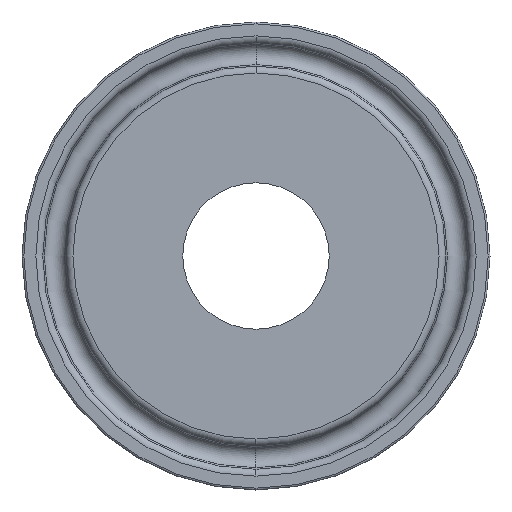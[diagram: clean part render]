
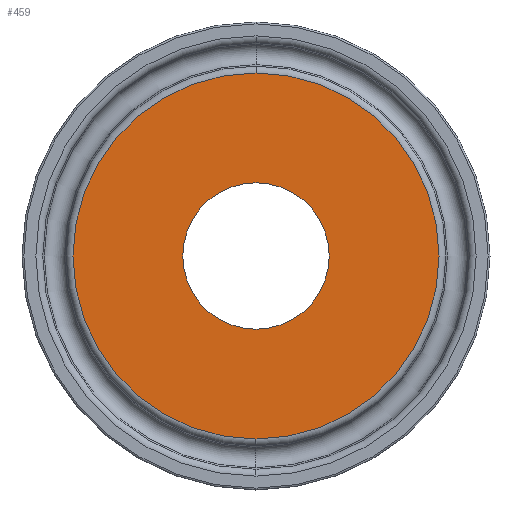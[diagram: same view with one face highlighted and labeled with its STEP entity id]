
A CAD part, left-side view. The second image highlights one B-rep face of the part: STEP entity #459.
In plain terms, the highlighted planar face has unit normal (-1, 0, 0).
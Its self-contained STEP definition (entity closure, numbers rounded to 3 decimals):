
#45 = ORIENTED_EDGE ( 'NONE', *, *, #210, .F. ) ;
#48 = VERTEX_POINT ( 'NONE', #128 ) ;
#62 = DIRECTION ( 'NONE',  ( 0., 0., 1. ) ) ;
#80 = FACE_BOUND ( 'NONE', #330, .T. ) ;
#85 = DIRECTION ( 'NONE',  ( 1., 0., 0. ) ) ;
#127 = VERTEX_POINT ( 'NONE', #527 ) ;
#128 = CARTESIAN_POINT ( 'NONE',  ( 0., 0., -7.9 ) ) ;
#141 = EDGE_CURVE ( 'NONE', #342, #127, #737, .T. ) ;
#154 = CIRCLE ( 'NONE', #299, 7.9 ) ;
#163 = CARTESIAN_POINT ( 'NONE',  ( 0., 0., 0. ) ) ;
#179 = EDGE_LOOP ( 'NONE', ( #702, #443 ) ) ;
#200 = EDGE_CURVE ( 'NONE', #48, #349, #154, .T. ) ;
#210 = EDGE_CURVE ( 'NONE', #349, #48, #270, .T. ) ;
#240 = DIRECTION ( 'NONE',  ( -1., 0., 0. ) ) ;
#255 = AXIS2_PLACEMENT_3D ( 'NONE', #415, #539, #546 ) ;
#270 = CIRCLE ( 'NONE', #542, 7.9 ) ;
#299 = AXIS2_PLACEMENT_3D ( 'NONE', #407, #348, #300 ) ;
#300 = DIRECTION ( 'NONE',  ( 0., 0., 1. ) ) ;
#310 = EDGE_CURVE ( 'NONE', #127, #342, #376, .T. ) ;
#330 = EDGE_LOOP ( 'NONE', ( #45, #439 ) ) ;
#342 = VERTEX_POINT ( 'NONE', #556 ) ;
#348 = DIRECTION ( 'NONE',  ( -1., 0., 0. ) ) ;
#349 = VERTEX_POINT ( 'NONE', #656 ) ;
#376 = CIRCLE ( 'NONE', #255, 19.747 ) ;
#407 = CARTESIAN_POINT ( 'NONE',  ( 0., 0., 0. ) ) ;
#415 = CARTESIAN_POINT ( 'NONE',  ( 0., 0., 0. ) ) ;
#439 = ORIENTED_EDGE ( 'NONE', *, *, #200, .F. ) ;
#443 = ORIENTED_EDGE ( 'NONE', *, *, #141, .T. ) ;
#459 = ADVANCED_FACE ( 'NONE', ( #80, #660 ), #662, .F. ) ;
#494 = CARTESIAN_POINT ( 'NONE',  ( 0., 19.747, 0. ) ) ;
#527 = CARTESIAN_POINT ( 'NONE',  ( 0., 0., 19.747 ) ) ;
#539 = DIRECTION ( 'NONE',  ( -1., 0., 0. ) ) ;
#542 = AXIS2_PLACEMENT_3D ( 'NONE', #585, #621, #62 ) ;
#546 = DIRECTION ( 'NONE',  ( 0., 0., 1. ) ) ;
#556 = CARTESIAN_POINT ( 'NONE',  ( 0., 0., -19.747 ) ) ;
#585 = CARTESIAN_POINT ( 'NONE',  ( 0., 0., 0. ) ) ;
#608 = AXIS2_PLACEMENT_3D ( 'NONE', #163, #240, #752 ) ;
#621 = DIRECTION ( 'NONE',  ( -1., 0., 0. ) ) ;
#656 = CARTESIAN_POINT ( 'NONE',  ( 0., 0., 7.9 ) ) ;
#660 = FACE_OUTER_BOUND ( 'NONE', #179, .T. ) ;
#662 = PLANE ( 'NONE',  #734 ) ;
#702 = ORIENTED_EDGE ( 'NONE', *, *, #310, .T. ) ;
#715 = DIRECTION ( 'NONE',  ( 0., 0., -1. ) ) ;
#734 = AXIS2_PLACEMENT_3D ( 'NONE', #494, #85, #715 ) ;
#737 = CIRCLE ( 'NONE', #608, 19.747 ) ;
#752 = DIRECTION ( 'NONE',  ( 0., 0., 1. ) ) ;
